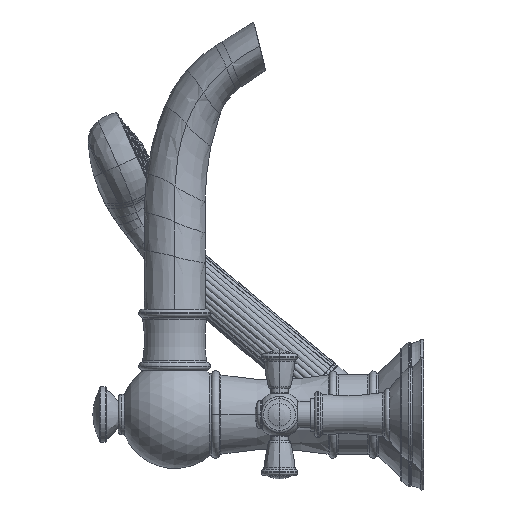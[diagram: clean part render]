
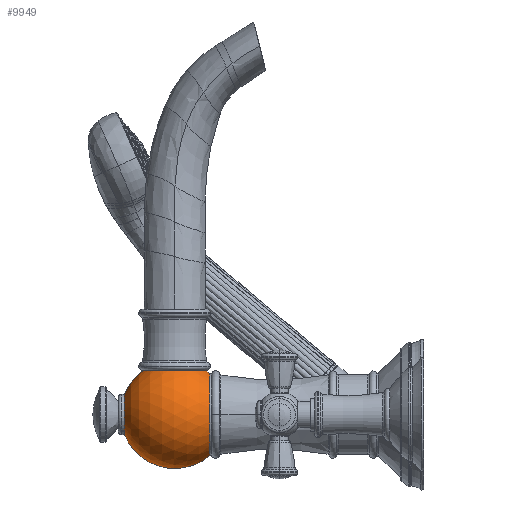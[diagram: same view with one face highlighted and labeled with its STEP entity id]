
A CAD part, left-side view. The second image highlights one B-rep face of the part: STEP entity #9949.
In plain terms, the highlighted spherical face has radius 26.924 mm.
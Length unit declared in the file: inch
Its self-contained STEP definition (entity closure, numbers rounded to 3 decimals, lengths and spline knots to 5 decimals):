
#7722=CARTESIAN_POINT('',(0.,4.89085,0.87));
#7723=DIRECTION('',(0.,0.,-1.));
#7724=DIRECTION('',(0.,-1.,0.));
#7725=AXIS2_PLACEMENT_3D('',#7722,#7723,#7724);
#7727=CARTESIAN_POINT('',(0.,4.89085,0.));
#7728=DIRECTION('',(-1.,0.,0.));
#7729=DIRECTION('',(0.,-0.649,0.76));
#7730=AXIS2_PLACEMENT_3D('',#7727,#7728,#7729);
#7732=CARTESIAN_POINT('',(0.,4.89085,0.));
#7733=DIRECTION('',(1.,0.,0.));
#7734=DIRECTION('',(0.,-0.649,-0.76));
#7735=AXIS2_PLACEMENT_3D('',#7732,#7733,#7734);
#7737=CARTESIAN_POINT('',(0.,5.8745,0.));
#7738=DIRECTION('',(0.,-1.,0.));
#7739=DIRECTION('',(0.,0.,1.));
#7740=AXIS2_PLACEMENT_3D('',#7737,#7738,#7739);
#7742=CARTESIAN_POINT('',(0.,4.89085,0.));
#7743=DIRECTION('',(-1.,0.,0.));
#7744=DIRECTION('',(0.,0.571,0.821));
#7745=AXIS2_PLACEMENT_3D('',#7742,#7743,#7744);
#7747=CARTESIAN_POINT('',(0.,4.20251,0.));
#7748=DIRECTION('',(0.,1.,0.));
#7749=DIRECTION('',(0.,0.,-1.));
#7750=AXIS2_PLACEMENT_3D('',#7747,#7748,#7749);
#8721=CARTESIAN_POINT('',(0.,5.8745,-0.395));
#8722=CARTESIAN_POINT('',(0.,5.8745,0.395));
#8723=VERTEX_POINT('',#8721);
#8724=VERTEX_POINT('',#8722);
#8735=CARTESIAN_POINT('',(0.,4.20251,0.8061));
#8737=VERTEX_POINT('',#8735);
#8739=CARTESIAN_POINT('',(0.,4.20251,-0.8061));
#8740=VERTEX_POINT('',#8739);
#8801=CARTESIAN_POINT('',(0.,5.49641,0.87));
#8802=CARTESIAN_POINT('',(0.,4.28529,0.87));
#8803=VERTEX_POINT('',#8801);
#8804=VERTEX_POINT('',#8802);
#9934=CARTESIAN_POINT('',(0.,4.89085,0.));
#9935=DIRECTION('',(0.,-1.,0.));
#9936=DIRECTION('',(0.,0.,1.));
#9937=AXIS2_PLACEMENT_3D('',#9934,#9935,#9936);
#9938=SPHERICAL_SURFACE('',#9937,1.06);
#9939=ORIENTED_EDGE('',*,*,#9908,.F.);
#9940=ORIENTED_EDGE('',*,*,#9929,.F.);
#9942=ORIENTED_EDGE('',*,*,#9941,.F.);
#9943=ORIENTED_EDGE('',*,*,#9923,.T.);
#9945=ORIENTED_EDGE('',*,*,#9944,.F.);
#9946=ORIENTED_EDGE('',*,*,#9919,.F.);
#9947=EDGE_LOOP('',(#9939,#9940,#9942,#9943,#9945,#9946));
#9948=FACE_OUTER_BOUND('',#9947,.F.);
#9949=ADVANCED_FACE('',(#9948),#9938,.T.);
#7726=CIRCLE('',#7725,0.60556);
#7731=CIRCLE('',#7730,1.06);
#7736=CIRCLE('',#7735,1.06);
#7741=CIRCLE('',#7740,0.395);
#7746=CIRCLE('',#7745,1.06);
#7751=CIRCLE('',#7750,0.8061);
#9908=EDGE_CURVE('',#8804,#8803,#7726,.T.);
#9919=EDGE_CURVE('',#8803,#8724,#7746,.T.);
#9923=EDGE_CURVE('',#8740,#8723,#7736,.T.);
#9929=EDGE_CURVE('',#8737,#8804,#7731,.T.);
#9941=EDGE_CURVE('',#8740,#8737,#7751,.T.);
#9944=EDGE_CURVE('',#8724,#8723,#7741,.T.);
